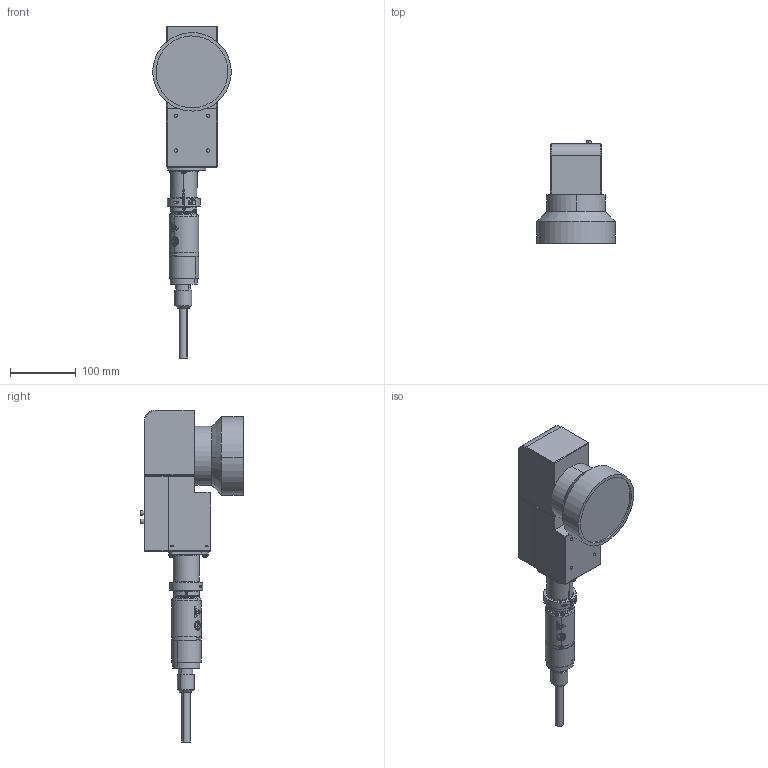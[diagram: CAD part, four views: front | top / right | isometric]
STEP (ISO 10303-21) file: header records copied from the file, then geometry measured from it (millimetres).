
FILE_DESCRIPTION (( 'STEP AP214' ), '1' );
FILE_NAME ('SPI_254.STEP', '2013-09-13T18:16:15', ( 'USER-PC' ), ( '' ), 'SwSTEP 2.0', 'SolidWorks 2012', '' );
FILE_SCHEMA (( 'AUTOMOTIVE_DESIGN' ));
Length unit declared in the file: inch
Products named in the file (1): SPI_254
Bounding box: 119.69 x 156.93 x 506.62 mm (x, y, z)
Surface area: 188461.3 mm2 (no closed solid volume)
Topology: 0 solids, 81 shells, 860 faces, 3960 edges, 3204 vertices
Faces by surface type: cylinder 457, plane 238, cone 137, sphere 11, torus 9, bspline 8
Entity records: 68641 total; most frequent: CARTESIAN_POINT 27276, ORIENTED_EDGE 5996, DIRECTION 5544, EDGE_CURVE 3957, VERTEX_POINT 3204, AXIS2_PLACEMENT_3D 2006, VECTOR 1532, LINE 1532
